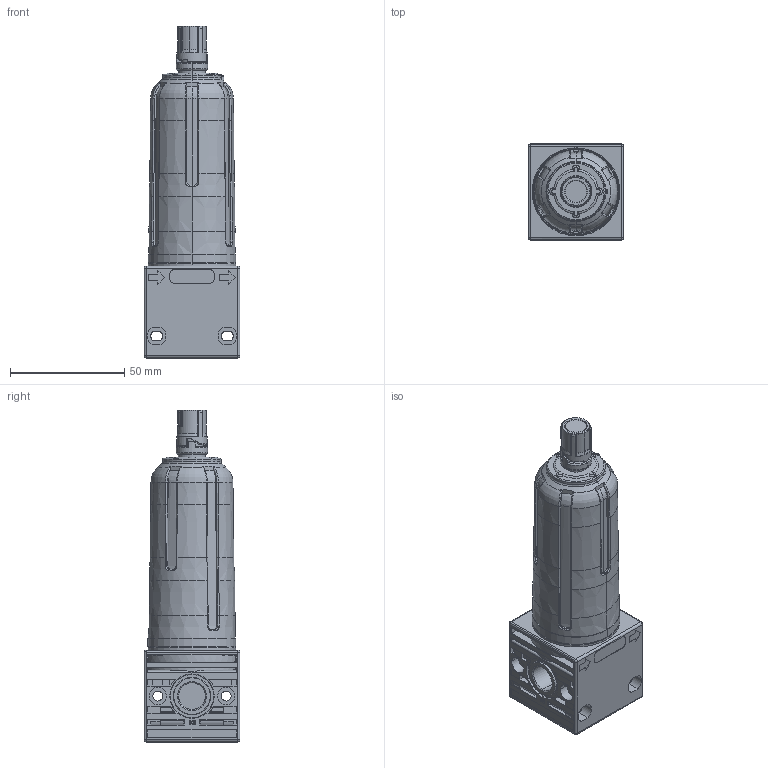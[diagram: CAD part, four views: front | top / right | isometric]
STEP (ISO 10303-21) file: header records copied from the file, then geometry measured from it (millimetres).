
FILE_DESCRIPTION(('STEP AP214'),'1');
FILE_NAME('042 F PE SS.stp','2018-02-06T07:31:18',(' '),(' '),'Spatial InterOp 3D',' ',' ');
FILE_SCHEMA(('AUTOMOTIVE_DESIGN { 1 0 10303 214 1 1 1 1 }'));
Length unit declared in the file: metre
Products named in the file (1): Volume
Bounding box: 42 x 42 x 145.45 mm (x, y, z)
Volume: 152184.1 mm3; surface area: 27124.7 mm2
Topology: 1 solids, 2 shells, 831 faces, 2042 edges, 1245 vertices
Faces by surface type: plane 320, cylinder 172, bspline 132, torus 96, cone 65, sphere 30, extrusion 16
Entity records: 38354 total; most frequent: CARTESIAN_POINT 12680, ORIENTED_EDGE 4050, DIRECTION 3806, EDGE_CURVE 2025, AXIS2_PLACEMENT_3D 1404, VERTEX_POINT 1245, VECTOR 998, LINE 982
